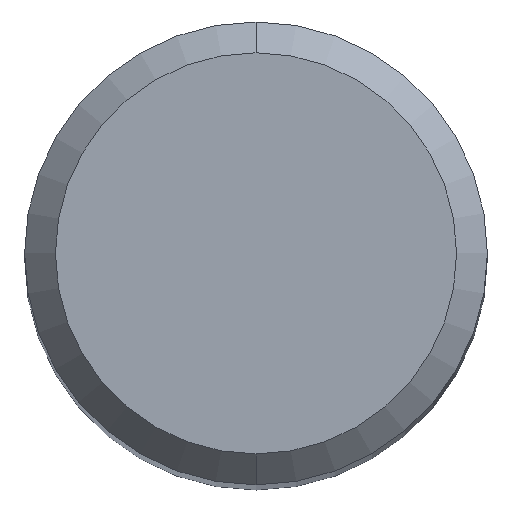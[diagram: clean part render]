
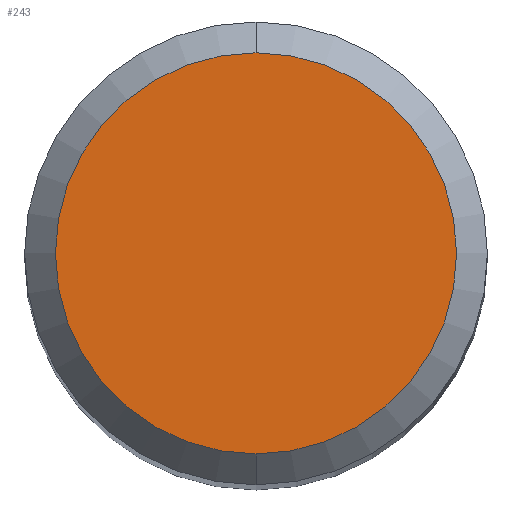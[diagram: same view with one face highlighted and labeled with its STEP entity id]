
A CAD part, top view. The second image highlights one B-rep face of the part: STEP entity #243.
In plain terms, the highlighted planar face has unit normal (0, 0, 1).
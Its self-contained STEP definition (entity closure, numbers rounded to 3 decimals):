
#189=VERTEX_POINT('',#505);
#207=VERTEX_POINT('',#526);
#243=ADVANCED_FACE('',(#568),#569,.T.);
#391=EDGE_CURVE('',#189,#207,#733,.T.);
#429=EDGE_CURVE('',#207,#189,#773,.T.);
#505=CARTESIAN_POINT('',(0.0,2.6,0.0));
#526=CARTESIAN_POINT('',(0.,-2.6,0.0));
#568=FACE_OUTER_BOUND('',#931,.T.);
#569=PLANE('',#932);
#733=CIRCLE('',#1258,2.6);
#773=CIRCLE('',#1331,2.6);
#931=EDGE_LOOP('',(#1574,#1575));
#932=AXIS2_PLACEMENT_3D('',#1576,#1577,#1578);
#1258=AXIS2_PLACEMENT_3D('',#1755,#1756,#1757);
#1331=AXIS2_PLACEMENT_3D('',#1788,#1789,#1790);
#1574=ORIENTED_EDGE('',*,*,#391,.F.);
#1575=ORIENTED_EDGE('',*,*,#429,.F.);
#1576=CARTESIAN_POINT('',(0.0,1.3,0.0));
#1577=DIRECTION('',(-0.0,0.0,1.0));
#1578=DIRECTION('',(0.0,-1.0,0.0));
#1755=CARTESIAN_POINT('',(0.0,0.0,0.0));
#1756=DIRECTION('',(0.0,0.0,-1.0));
#1757=DIRECTION('',(0.0,1.0,0.0));
#1788=CARTESIAN_POINT('',(0.0,0.0,0.0));
#1789=DIRECTION('',(0.0,0.0,-1.0));
#1790=DIRECTION('',(0.0,1.0,0.0));
